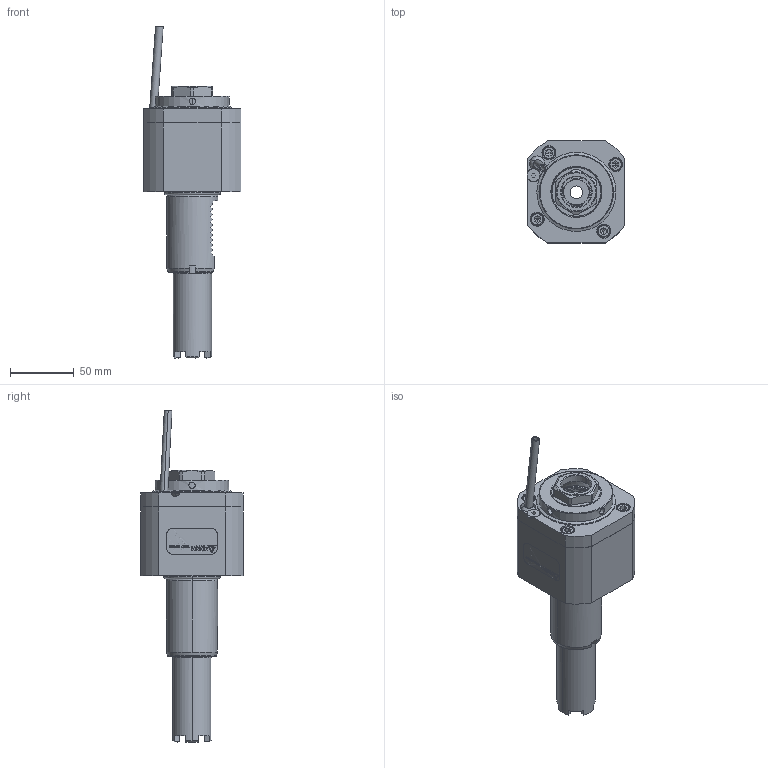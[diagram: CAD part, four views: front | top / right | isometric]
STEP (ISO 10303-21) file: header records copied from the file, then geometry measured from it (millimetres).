
FILE_DESCRIPTION (( 'STEP AP203' ), '1' );
FILE_NAME ('04-0780.STEP', '2023-09-13T20:41:20', ( '' ), ( '' ), 'SwSTEP 2.0', 'SolidWorks 2022', '' );
FILE_SCHEMA (( 'CONFIG_CONTROL_DESIGN' ));
Length unit declared in the file: inch
Products named in the file (1): 04-0780
Bounding box: 76.66 x 80 x 260.24 mm (x, y, z)
Surface area: 64854.7 mm2 (no closed solid volume)
Topology: 0 solids, 32 shells, 323 faces, 1053 edges, 763 vertices
Faces by surface type: plane 170, cylinder 80, cone 41, bspline 26, torus 6
Entity records: 16762 total; most frequent: CARTESIAN_POINT 7994, ORIENTED_EDGE 1757, DIRECTION 1621, EDGE_CURVE 1049, VERTEX_POINT 763, AXIS2_PLACEMENT_3D 561, LINE 499, VECTOR 499
